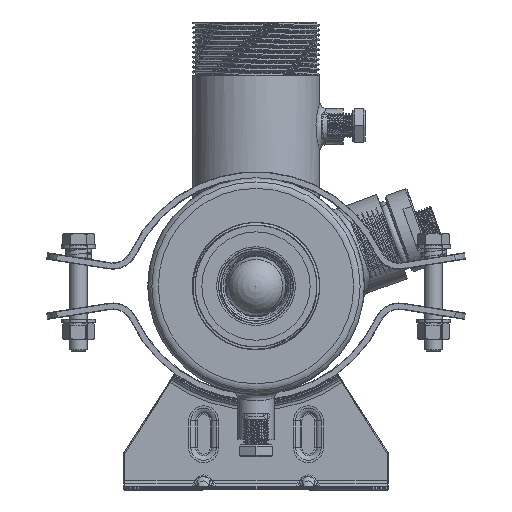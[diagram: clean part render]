
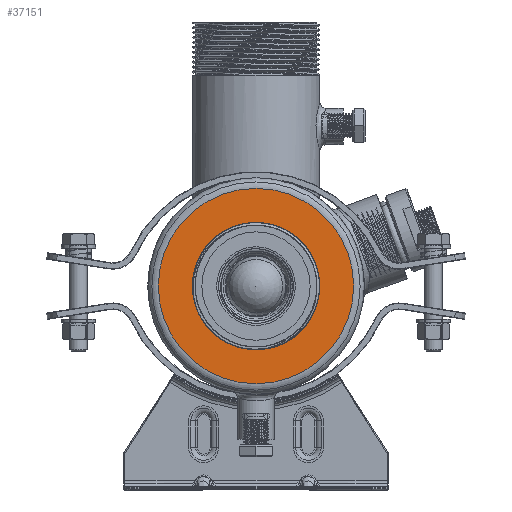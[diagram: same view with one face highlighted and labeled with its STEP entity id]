
A CAD part, left-side view. The second image highlights one B-rep face of the part: STEP entity #37151.
In plain terms, the highlighted planar face has unit normal (-1, 0, 0).
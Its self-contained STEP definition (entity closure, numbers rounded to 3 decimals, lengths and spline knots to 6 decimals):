
#4596=PLANE('',#39903);
#8730=ORIENTED_EDGE('',*,*,#20605,.T.);
#8731=ORIENTED_EDGE('',*,*,#20604,.F.);
#20604=EDGE_CURVE('',#26544,#26544,#30484,.T.);
#20605=EDGE_CURVE('',#26545,#26545,#30485,.T.);
#26544=VERTEX_POINT('',#50224);
#26545=VERTEX_POINT('',#50227);
#30484=CIRCLE('',#39902,0.0458);
#30485=CIRCLE('',#39904,0.0294);
#31462=EDGE_LOOP('',(#8730));
#31463=EDGE_LOOP('',(#8731));
#34120=FACE_BOUND('',#31462,.T.);
#34121=FACE_BOUND('',#31463,.T.);
#37151=ADVANCED_FACE('',(#34120,#34121),#4596,.T.);
#39902=AXIS2_PLACEMENT_3D('',#50223,#42688,#42689);
#39903=AXIS2_PLACEMENT_3D('',#50225,#42690,#42691);
#39904=AXIS2_PLACEMENT_3D('',#50226,#42692,#42693);
#42688=DIRECTION('',(1.,0.,0.));
#42689=DIRECTION('',(0.,0.,-1.));
#42690=DIRECTION('',(-1.,0.,0.));
#42691=DIRECTION('',(0.,0.,1.));
#42692=DIRECTION('',(1.,0.,0.));
#42693=DIRECTION('',(0.,0.,-1.));
#50223=CARTESIAN_POINT('',(-0.902,0.,0.));
#50224=CARTESIAN_POINT('',(-0.902,0.,-0.0458));
#50225=CARTESIAN_POINT('',(-0.902,0.,0.0376));
#50226=CARTESIAN_POINT('',(-0.902,0.,0.));
#50227=CARTESIAN_POINT('',(-0.902,0.,-0.0294));
